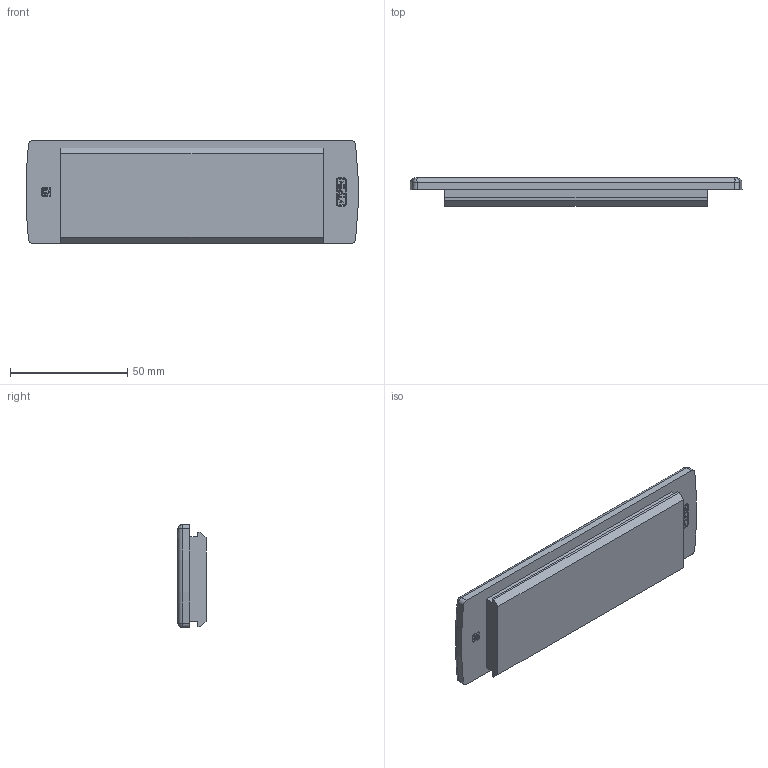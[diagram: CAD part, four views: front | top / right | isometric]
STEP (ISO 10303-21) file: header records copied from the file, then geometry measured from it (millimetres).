
FILE_DESCRIPTION(/* description */ (''),/* implementation_level */ '2;1');
FILE_NAME(/* name */ '28845_6_KES_E_26_24_B.stp',/* time_stamp */ '2020-03-30T15:53:16+02:00',/* author */ (''),/* organization */ (''),/* preprocessor_version */ 'ST-DEVELOPER v16.7',/* originating_system */ 'SIEMENS PLM Software NX 12.0',/* authorisation */ '');
FILE_SCHEMA (('AUTOMOTIVE_DESIGN { 1 0 10303 214 3 1 1 1 }'));
Products named in the file (1): KES_E_26_24_B
Bounding box: 141.72 x 12 x 43.97 mm (x, y, z)
Volume: 59384.6 mm3; surface area: 16829.8 mm2
Topology: 1 solids, 1 shells, 1385 faces, 3526 edges, 2264 vertices
Faces by surface type: plane 716, bspline 509, torus 46, cylinder 44, cone 28, sphere 26, extrusion 16
Entity records: 69536 total; most frequent: CARTESIAN_POINT 40355, ORIENTED_EDGE 7040, DIRECTION 4022, EDGE_CURVE 3520, VERTEX_POINT 2264, VECTOR 1932, LINE 1916, EDGE_LOOP 1512
